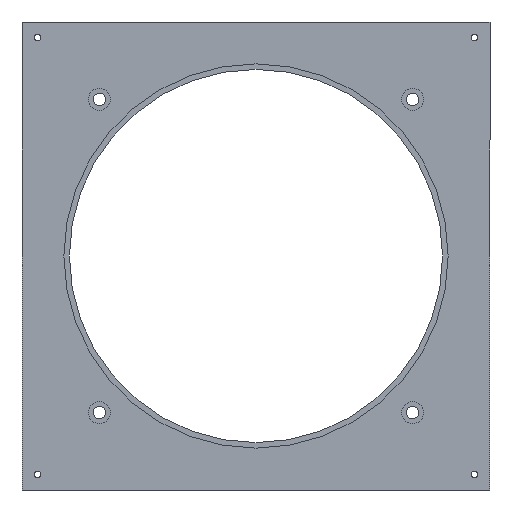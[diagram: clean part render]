
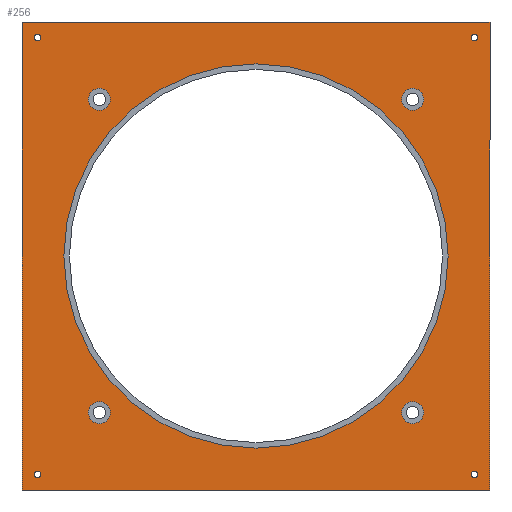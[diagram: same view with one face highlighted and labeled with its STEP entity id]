
A CAD part, front view. The second image highlights one B-rep face of the part: STEP entity #256.
In plain terms, the highlighted planar face has unit normal (0, -1, 0).
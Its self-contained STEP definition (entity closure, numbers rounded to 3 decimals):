
#1 = VERTEX_POINT ( 'NONE', #861 ) ;
#18 = AXIS2_PLACEMENT_3D ( 'NONE', #307, #185, #380 ) ;
#21 = CIRCLE ( 'NONE', #690, 7.05 ) ;
#38 = DIRECTION ( 'NONE',  ( 0., 1., 0. ) ) ;
#39 = EDGE_LOOP ( 'NONE', ( #394 ) ) ;
#44 = ORIENTED_EDGE ( 'NONE', *, *, #393, .F. ) ;
#58 = FACE_BOUND ( 'NONE', #645, .T. ) ;
#60 = EDGE_LOOP ( 'NONE', ( #44 ) ) ;
#63 = EDGE_LOOP ( 'NONE', ( #431 ) ) ;
#68 = AXIS2_PLACEMENT_3D ( 'NONE', #578, #113, #570 ) ;
#74 = ORIENTED_EDGE ( 'NONE', *, *, #766, .F. ) ;
#83 = CARTESIAN_POINT ( 'NONE',  ( -128., -4., 120.95 ) ) ;
#90 = AXIS2_PLACEMENT_3D ( 'NONE', #219, #331, #527 ) ;
#106 = EDGE_CURVE ( 'NONE', #342, #342, #361, .T. ) ;
#111 = VECTOR ( 'NONE', #186, 1000. ) ;
#113 = DIRECTION ( 'NONE',  ( 0., -1., 0. ) ) ;
#120 = LINE ( 'NONE', #437, #822 ) ;
#121 = ORIENTED_EDGE ( 'NONE', *, *, #729, .T. ) ;
#122 = EDGE_CURVE ( 'NONE', #209, #733, #486, .T. ) ;
#124 = FACE_BOUND ( 'NONE', #289, .T. ) ;
#128 = DIRECTION ( 'NONE',  ( 0., 0., -1. ) ) ;
#159 = VERTEX_POINT ( 'NONE', #298 ) ;
#160 = CARTESIAN_POINT ( 'NONE',  ( -128., -4., -128. ) ) ;
#161 = EDGE_LOOP ( 'NONE', ( #74 ) ) ;
#183 = CIRCLE ( 'NONE', #674, 2.65 ) ;
#185 = DIRECTION ( 'NONE',  ( 0., -1., 0. ) ) ;
#186 = DIRECTION ( 'NONE',  ( -1., 0., 0. ) ) ;
#198 = AXIS2_PLACEMENT_3D ( 'NONE', #420, #620, #234 ) ;
#204 = EDGE_CURVE ( 'NONE', #733, #686, #638, .T. ) ;
#209 = VERTEX_POINT ( 'NONE', #692 ) ;
#211 = CARTESIAN_POINT ( 'NONE',  ( -178.5, -4., -181.15 ) ) ;
#219 = CARTESIAN_POINT ( 'NONE',  ( 128., -4., -128. ) ) ;
#220 = EDGE_LOOP ( 'NONE', ( #605 ) ) ;
#224 = CARTESIAN_POINT ( 'NONE',  ( 191.25, -4., 191.25 ) ) ;
#227 = EDGE_CURVE ( 'NONE', #686, #797, #450, .T. ) ;
#231 = CIRCLE ( 'NONE', #273, 2.65 ) ;
#232 = CARTESIAN_POINT ( 'NONE',  ( -128., -4., -135.05 ) ) ;
#234 = DIRECTION ( 'NONE',  ( 0., 0., -1. ) ) ;
#244 = EDGE_CURVE ( 'NONE', #458, #458, #231, .T. ) ;
#253 = EDGE_LOOP ( 'NONE', ( #319 ) ) ;
#254 = DIRECTION ( 'NONE',  ( 0., 0., -1. ) ) ;
#255 = FACE_BOUND ( 'NONE', #60, .T. ) ;
#256 = ADVANCED_FACE ( 'NONE', ( #454, #255, #515, #392, #783, #665, #124, #520, #58, #773 ), #441, .T. ) ;
#258 = ORIENTED_EDGE ( 'NONE', *, *, #122, .T. ) ;
#265 = DIRECTION ( 'NONE',  ( 0., 1., 0. ) ) ;
#267 = VERTEX_POINT ( 'NONE', #606 ) ;
#273 = AXIS2_PLACEMENT_3D ( 'NONE', #524, #265, #128 ) ;
#276 = EDGE_CURVE ( 'NONE', #797, #209, #120, .T. ) ;
#289 = EDGE_LOOP ( 'NONE', ( #121 ) ) ;
#298 = CARTESIAN_POINT ( 'NONE',  ( 178.5, -4., -181.15 ) ) ;
#307 = CARTESIAN_POINT ( 'NONE',  ( -128., -4., 128. ) ) ;
#312 = AXIS2_PLACEMENT_3D ( 'NONE', #805, #399, #810 ) ;
#316 = EDGE_CURVE ( 'NONE', #407, #407, #457, .T. ) ;
#319 = ORIENTED_EDGE ( 'NONE', *, *, #680, .F. ) ;
#322 = AXIS2_PLACEMENT_3D ( 'NONE', #160, #423, #698 ) ;
#328 = CARTESIAN_POINT ( 'NONE',  ( -191.25, -4., 191.25 ) ) ;
#331 = DIRECTION ( 'NONE',  ( 0., -1., 0. ) ) ;
#342 = VERTEX_POINT ( 'NONE', #462 ) ;
#361 = CIRCLE ( 'NONE', #198, 2.65 ) ;
#362 = CARTESIAN_POINT ( 'NONE',  ( 191.25, -4., 191.25 ) ) ;
#366 = VERTEX_POINT ( 'NONE', #83 ) ;
#376 = CARTESIAN_POINT ( 'NONE',  ( -178.5, -4., 178.5 ) ) ;
#380 = DIRECTION ( 'NONE',  ( 0., 0., -1. ) ) ;
#386 = ORIENTED_EDGE ( 'NONE', *, *, #244, .T. ) ;
#387 = CARTESIAN_POINT ( 'NONE',  ( -191.25, -4., 191.25 ) ) ;
#391 = CARTESIAN_POINT ( 'NONE',  ( -178.5, -4., 175.85 ) ) ;
#392 = FACE_BOUND ( 'NONE', #253, .T. ) ;
#393 = EDGE_CURVE ( 'NONE', #267, #267, #21, .T. ) ;
#394 = ORIENTED_EDGE ( 'NONE', *, *, #106, .T. ) ;
#399 = DIRECTION ( 'NONE',  ( 0., -1., 0. ) ) ;
#407 = VERTEX_POINT ( 'NONE', #391 ) ;
#420 = CARTESIAN_POINT ( 'NONE',  ( 178.5, -4., 178.5 ) ) ;
#423 = DIRECTION ( 'NONE',  ( 0., -1., 0. ) ) ;
#427 = EDGE_CURVE ( 'NONE', #1, #1, #768, .T. ) ;
#431 = ORIENTED_EDGE ( 'NONE', *, *, #511, .F. ) ;
#437 = CARTESIAN_POINT ( 'NONE',  ( -191.25, -4., 191.25 ) ) ;
#439 = EDGE_LOOP ( 'NONE', ( #762, #258, #602, #666 ) ) ;
#440 = CARTESIAN_POINT ( 'NONE',  ( 178.5, -4., -178.5 ) ) ;
#441 = PLANE ( 'NONE',  #68 ) ;
#444 = VECTOR ( 'NONE', #481, 1000. ) ;
#450 = LINE ( 'NONE', #328, #111 ) ;
#454 = FACE_BOUND ( 'NONE', #63, .T. ) ;
#457 = CIRCLE ( 'NONE', #782, 2.65 ) ;
#458 = VERTEX_POINT ( 'NONE', #211 ) ;
#462 = CARTESIAN_POINT ( 'NONE',  ( 178.5, -4., 175.85 ) ) ;
#470 = CIRCLE ( 'NONE', #322, 7.05 ) ;
#471 = CIRCLE ( 'NONE', #90, 7.05 ) ;
#481 = DIRECTION ( 'NONE',  ( 0., 0., 1. ) ) ;
#483 = CARTESIAN_POINT ( 'NONE',  ( 128., -4., -135.05 ) ) ;
#486 = LINE ( 'NONE', #503, #628 ) ;
#491 = DIRECTION ( 'NONE',  ( 1., 0., 0. ) ) ;
#503 = CARTESIAN_POINT ( 'NONE',  ( -191.25, -4., -191.25 ) ) ;
#508 = DIRECTION ( 'NONE',  ( 0., 0., -1. ) ) ;
#511 = EDGE_CURVE ( 'NONE', #533, #533, #471, .T. ) ;
#515 = FACE_BOUND ( 'NONE', #161, .T. ) ;
#520 = FACE_BOUND ( 'NONE', #39, .T. ) ;
#524 = CARTESIAN_POINT ( 'NONE',  ( -178.5, -4., -178.5 ) ) ;
#527 = DIRECTION ( 'NONE',  ( 0., 0., -1. ) ) ;
#533 = VERTEX_POINT ( 'NONE', #483 ) ;
#570 = DIRECTION ( 'NONE',  ( 0., 0., -1. ) ) ;
#578 = CARTESIAN_POINT ( 'NONE',  ( -191.25, -4., -191.25 ) ) ;
#591 = ORIENTED_EDGE ( 'NONE', *, *, #316, .T. ) ;
#602 = ORIENTED_EDGE ( 'NONE', *, *, #204, .T. ) ;
#605 = ORIENTED_EDGE ( 'NONE', *, *, #427, .F. ) ;
#606 = CARTESIAN_POINT ( 'NONE',  ( 128., -4., 120.95 ) ) ;
#620 = DIRECTION ( 'NONE',  ( 0., 1., 0. ) ) ;
#628 = VECTOR ( 'NONE', #491, 1000. ) ;
#638 = LINE ( 'NONE', #224, #444 ) ;
#645 = EDGE_LOOP ( 'NONE', ( #591 ) ) ;
#648 = DIRECTION ( 'NONE',  ( 0., 0., -1. ) ) ;
#654 = DIRECTION ( 'NONE',  ( 0., 0., -1. ) ) ;
#665 = FACE_OUTER_BOUND ( 'NONE', #439, .T. ) ;
#666 = ORIENTED_EDGE ( 'NONE', *, *, #227, .T. ) ;
#674 = AXIS2_PLACEMENT_3D ( 'NONE', #440, #785, #254 ) ;
#680 = EDGE_CURVE ( 'NONE', #825, #825, #470, .T. ) ;
#686 = VERTEX_POINT ( 'NONE', #362 ) ;
#690 = AXIS2_PLACEMENT_3D ( 'NONE', #715, #858, #648 ) ;
#692 = CARTESIAN_POINT ( 'NONE',  ( -191.25, -4., -191.25 ) ) ;
#698 = DIRECTION ( 'NONE',  ( 0., 0., -1. ) ) ;
#713 = CARTESIAN_POINT ( 'NONE',  ( 191.25, -4., -191.25 ) ) ;
#715 = CARTESIAN_POINT ( 'NONE',  ( 128., -4., 128. ) ) ;
#729 = EDGE_CURVE ( 'NONE', #159, #159, #183, .T. ) ;
#733 = VERTEX_POINT ( 'NONE', #713 ) ;
#762 = ORIENTED_EDGE ( 'NONE', *, *, #276, .T. ) ;
#766 = EDGE_CURVE ( 'NONE', #366, #366, #779, .T. ) ;
#768 = CIRCLE ( 'NONE', #312, 157. ) ;
#773 = FACE_BOUND ( 'NONE', #844, .T. ) ;
#779 = CIRCLE ( 'NONE', #18, 7.05 ) ;
#782 = AXIS2_PLACEMENT_3D ( 'NONE', #376, #38, #654 ) ;
#783 = FACE_BOUND ( 'NONE', #220, .T. ) ;
#785 = DIRECTION ( 'NONE',  ( 0., 1., 0. ) ) ;
#797 = VERTEX_POINT ( 'NONE', #387 ) ;
#805 = CARTESIAN_POINT ( 'NONE',  ( 0., -4., 0. ) ) ;
#810 = DIRECTION ( 'NONE',  ( 0., 0., -1. ) ) ;
#822 = VECTOR ( 'NONE', #508, 1000. ) ;
#825 = VERTEX_POINT ( 'NONE', #232 ) ;
#844 = EDGE_LOOP ( 'NONE', ( #386 ) ) ;
#858 = DIRECTION ( 'NONE',  ( 0., -1., 0. ) ) ;
#861 = CARTESIAN_POINT ( 'NONE',  ( 0., -4., -157. ) ) ;
